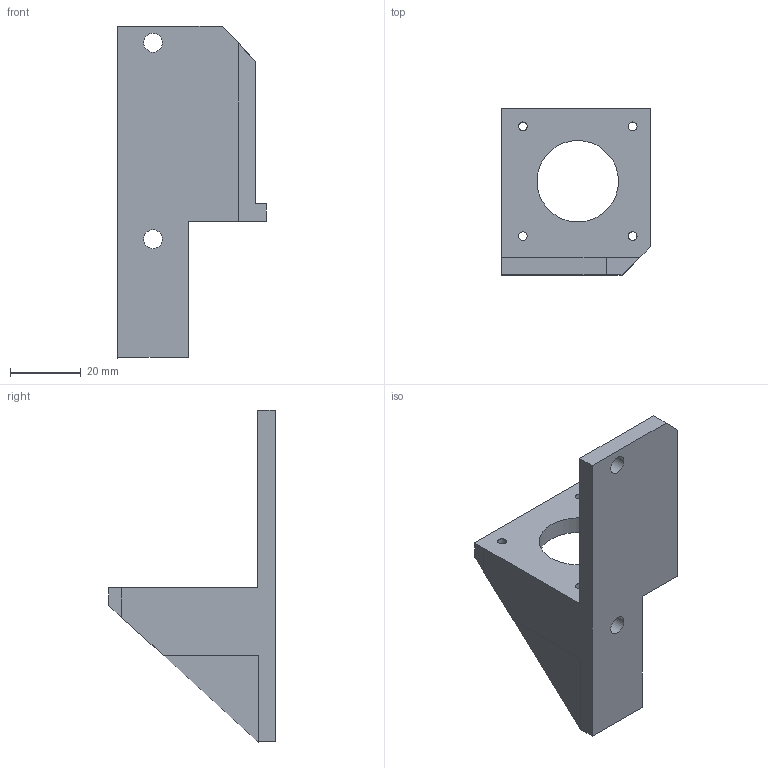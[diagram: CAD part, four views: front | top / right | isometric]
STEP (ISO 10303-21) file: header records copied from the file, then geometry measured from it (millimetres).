
FILE_DESCRIPTION(/* description */ (''),/* implementation_level */ '2;1');
FILE_NAME(/* name */ 'B_Motor_Mount.step',/* time_stamp */ '2022-04-09T15:31:35-06:00',/* author */ (''),/* organization */ (''),/* preprocessor_version */ 'ST-DEVELOPER v18.1',/* originating_system */ 'Autodesk Translation Framework v10.14.0.1471',/* authorisation */ '');
FILE_SCHEMA (('AUTOMOTIVE_DESIGN { 1 0 10303 214 3 1 1 }'));
Length unit declared in the file: millimetre
Products named in the file (1): B_Motor_Mount
Bounding box: 42 x 47 x 93.73 mm (x, y, z)
Volume: 23984.9 mm3; surface area: 12415.7 mm2
Topology: 1 solids, 1 shells, 33 faces, 90 edges, 59 vertices
Faces by surface type: plane 26, cylinder 7
Full cylindrical faces by diameter (mm): 2.46 x4, 5.3 x2, 23 x1
Entity records: 1102 total; most frequent: CARTESIAN_POINT 183, ORIENTED_EDGE 180, DIRECTION 172, EDGE_CURVE 90, LINE 76, VECTOR 76, VERTEX_POINT 59, AXIS2_PLACEMENT_3D 48
